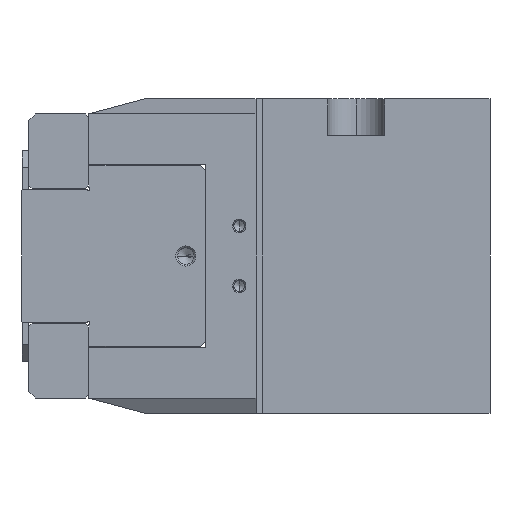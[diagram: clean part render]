
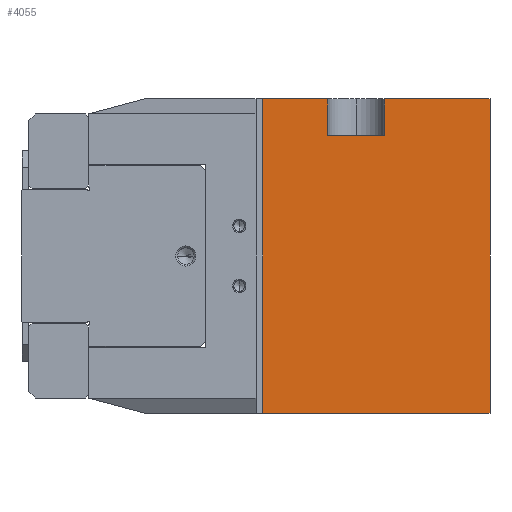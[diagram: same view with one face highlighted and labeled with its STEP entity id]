
A CAD part, left-side view. The second image highlights one B-rep face of the part: STEP entity #4055.
In plain terms, the highlighted planar face has unit normal (-1, 0, 0).
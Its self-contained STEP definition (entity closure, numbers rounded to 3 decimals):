
#1897 = EDGE_CURVE( '', #3713, #3903, #5474, .T. );
#2399 = EDGE_CURVE( '', #5347, #5223, #6026, .T. );
#2449 = EDGE_CURVE( '', #5347, #3975, #6081, .T. );
#2629 = EDGE_CURVE( '', #3905, #2751, #6284, .T. );
#2751 = VERTEX_POINT( '', #6416 );
#3001 = EDGE_CURVE( '', #3905, #3903, #6696, .T. );
#3621 = EDGE_CURVE( '', #4467, #2751, #7386, .T. );
#3713 = VERTEX_POINT( '', #7495 );
#3739 = EDGE_CURVE( '', #3975, #4467, #7525, .T. );
#3903 = VERTEX_POINT( '', #7708 );
#3905 = VERTEX_POINT( '', #7710 );
#3975 = VERTEX_POINT( '', #7786 );
#4055 = ADVANCED_FACE( '', ( #7873 ), #7874, .F. );
#4467 = VERTEX_POINT( '', #8340 );
#5223 = VERTEX_POINT( '', #9180 );
#5235 = EDGE_CURVE( '', #5223, #3713, #9193, .T. );
#5347 = VERTEX_POINT( '', #9315 );
#5474 = LINE( '', #9483, #9484 );
#6026 = LINE( '', #10244, #10245 );
#6081 = LINE( '', #10323, #10324 );
#6284 = LINE( '', #10604, #10605 );
#6416 = CARTESIAN_POINT( '', ( -70., 48.5, 47. ) );
#6696 = LINE( '', #11197, #11198 );
#7386 = LINE( '', #12172, #12173 );
#7495 = CARTESIAN_POINT( '', ( -70., 0., -47. ) );
#7525 = LINE( '', #12365, #12366 );
#7708 = CARTESIAN_POINT( '', ( -70., 68., -47. ) );
#7710 = CARTESIAN_POINT( '', ( -70., 68., 47. ) );
#7786 = CARTESIAN_POINT( '', ( -70., 31.5, 36. ) );
#7873 = FACE_OUTER_BOUND( '', #12859, .T. );
#7874 = PLANE( '', #12860 );
#8340 = CARTESIAN_POINT( '', ( -70., 48.5, 36. ) );
#9180 = CARTESIAN_POINT( '', ( -70., 0., 47. ) );
#9193 = LINE( '', #14735, #14736 );
#9315 = CARTESIAN_POINT( '', ( -70., 31.5, 47. ) );
#9483 = CARTESIAN_POINT( '', ( -70., 0., -47. ) );
#9484 = VECTOR( '', #15023, 1. );
#10244 = CARTESIAN_POINT( '', ( -70., 51.603, 47. ) );
#10245 = VECTOR( '', #15619, 1. );
#10323 = CARTESIAN_POINT( '', ( -70., 31.5, 47. ) );
#10324 = VECTOR( '', #15684, 1. );
#10604 = CARTESIAN_POINT( '', ( -70., 51.603, 47. ) );
#10605 = VECTOR( '', #15929, 1. );
#11197 = CARTESIAN_POINT( '', ( -70., 68., 47. ) );
#11198 = VECTOR( '', #16341, 1. );
#12172 = CARTESIAN_POINT( '', ( -70., 48.5, 47. ) );
#12173 = VECTOR( '', #17109, 1. );
#12365 = CARTESIAN_POINT( '', ( -70., 0., 36. ) );
#12366 = VECTOR( '', #17302, 1. );
#12859 = EDGE_LOOP( '', ( #17678, #17679, #17680, #17681, #17682, #17683, #17684, #17685 ) );
#12860 = AXIS2_PLACEMENT_3D( '', #17686, #17687, #17688 );
#14735 = CARTESIAN_POINT( '', ( -70., 0., 47. ) );
#14736 = VECTOR( '', #19217, 1. );
#15023 = DIRECTION( '', ( 0., 1., 0. ) );
#15619 = DIRECTION( '', ( 0., -1., 0. ) );
#15684 = DIRECTION( '', ( 0., 0., -1. ) );
#15929 = DIRECTION( '', ( 0., -1., 0. ) );
#16341 = DIRECTION( '', ( 0., 0., -1. ) );
#17109 = DIRECTION( '', ( 0., 0., 1. ) );
#17302 = DIRECTION( '', ( 0., 1., 0. ) );
#17678 = ORIENTED_EDGE( '', *, *, #2449, .T. );
#17679 = ORIENTED_EDGE( '', *, *, #3739, .T. );
#17680 = ORIENTED_EDGE( '', *, *, #3621, .T. );
#17681 = ORIENTED_EDGE( '', *, *, #2629, .F. );
#17682 = ORIENTED_EDGE( '', *, *, #3001, .T. );
#17683 = ORIENTED_EDGE( '', *, *, #1897, .F. );
#17684 = ORIENTED_EDGE( '', *, *, #5235, .F. );
#17685 = ORIENTED_EDGE( '', *, *, #2399, .F. );
#17686 = CARTESIAN_POINT( '', ( -70., 0., 47. ) );
#17687 = DIRECTION( '', ( 1., 0., 0. ) );
#17688 = DIRECTION( '', ( 0., -1., 0. ) );
#19217 = DIRECTION( '', ( 0., 0., -1. ) );
